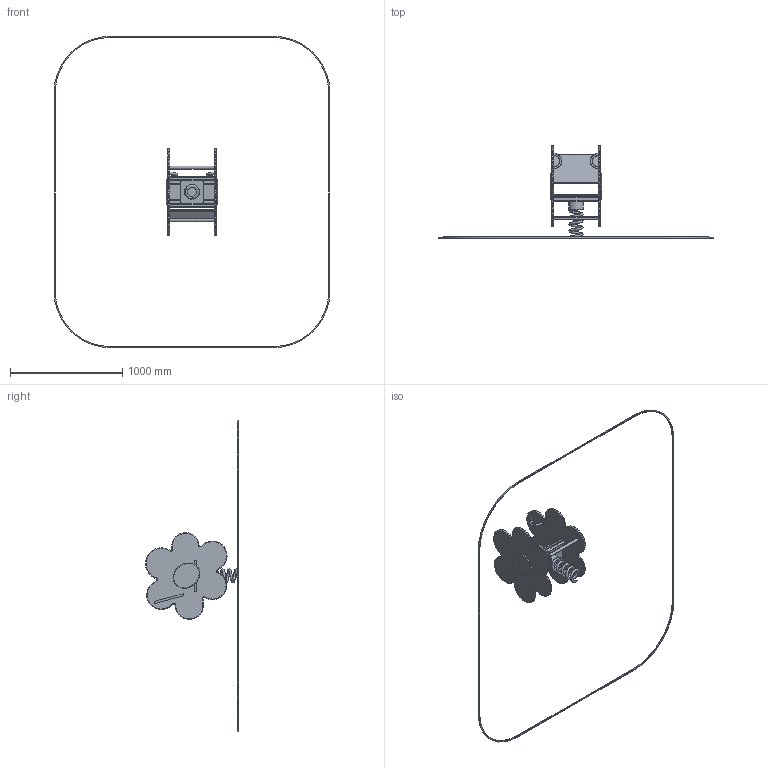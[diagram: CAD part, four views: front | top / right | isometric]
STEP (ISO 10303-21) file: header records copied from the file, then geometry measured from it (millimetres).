
FILE_DESCRIPTION(('STEP AP214'), '1');
FILE_NAME('Êà÷àëêà íà ïðóæèíå ÊÁ-09 ñ ÔÊ', '', ('UNSPECIFIED'), ('UNSPECIFIED'), 'C3D Converter', 'C3D Toolkit', '');
FILE_SCHEMA(('AUTOMOTIVE_DESIGN { 1 0 10303 214 3 1 1}'));
Length unit declared in the file: millimetre
Products named in the file (30): КБ-09-00.00.00; ФК-01.00; ФК-03.01; ФК-01.01; ФК-02.01; КБ-02-00.01.3020; КБ-02-00.02.3020; КБ-02.1-01.00.00-9016; СИС-11.01; КБ-02.1-01.00.01; КБ-02.1-02.00.00-1023; СИС-65.01; ПС-01К.01.01; ПМ1-00.00.00; КБ-02.01.00.01; П500-00.00; НФ-00002668; П500-00.02; КБ-02-01.00.03; КБ-02-01.00.02; КБ-02-01.00.04; КБ-08.1-00.00.01.1021; КБ-09-00.00.01-01; КБ-09-00.00.04
Assembly tree (46 placements, depth 5):
  КБ-09-00.00.00
    ФК-01.00
      ФК-03.01
      ФК-03.01  x3
      ФК-01.01
      ФК-01.01  x7
      ФК-02.01  x4
      (unnamed)
    КБ-09-00.00.00
      КБ-02-00.01.3020
      КБ-02-00.02.3020
      КБ-02.1-01.00.00-9016  x2
        СИС-11.01
        КБ-02.1-01.00.01
      КБ-02.1-02.00.00-1023  x2
        СИС-65.01
        ПС-01К.01.01
      ПМ1-00.00.00
        КБ-02.01.00.01
        П500-00.00
          НФ-00002668
          П500-00.02
          П500-00.02
        КБ-02-01.00.03
        КБ-02-01.00.03
        КБ-02-01.00.02
        КБ-02-01.00.04  x2
      КБ-08.1-00.00.01.1021
      КБ-09-00.00.01-01
      КБ-09-00.00.04  x2
Bounding box: 2454 x 827.07 x 2770.86 mm (x, y, z)
Volume: 21752676.2 mm3; surface area: 3409447.8 mm2
Topology: 26 solids, 26 shells, 377 faces, 823 edges, 504 vertices
Faces by surface type: plane 187, cylinder 124, torus 52, cone 8, bspline 6
Full cylindrical faces by diameter (mm): 21.2 x2, 26.8 x2, 125 x1, 133 x1
Entity records: 17193 total; most frequent: CARTESIAN_POINT 6797, DIRECTION 1660, ORIENTED_EDGE 1310, EDGE_CURVE 655, AXIS2_PLACEMENT_3D 640, VERTEX_POINT 390, LINE 380, VECTOR 380
